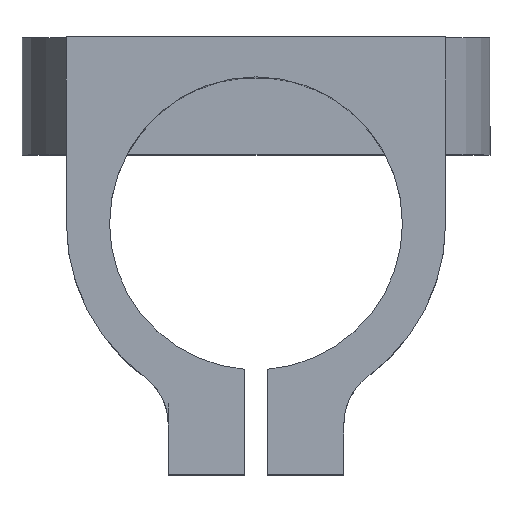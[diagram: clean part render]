
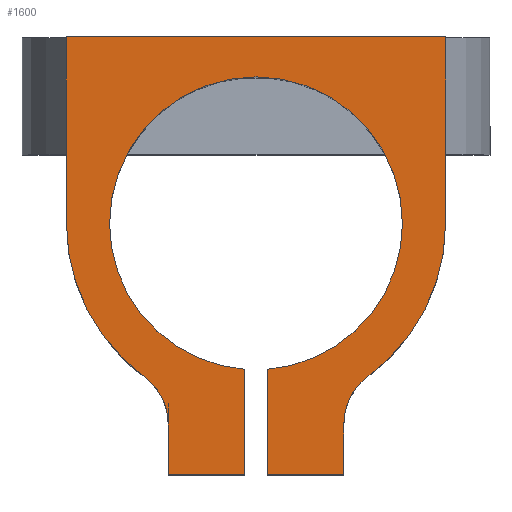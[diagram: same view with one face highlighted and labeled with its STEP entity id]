
A CAD part, top view. The second image highlights one B-rep face of the part: STEP entity #1600.
In plain terms, the highlighted planar face has unit normal (0, 0, 1).
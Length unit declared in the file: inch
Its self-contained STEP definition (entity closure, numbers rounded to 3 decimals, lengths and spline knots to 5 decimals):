
#10 = CARTESIAN_POINT ( 'NONE',  ( -0.025, -0.6843, 1.27 ) ) ;
#46 = CARTESIAN_POINT ( 'NONE',  ( -0.1875, -0.6843, 1.27 ) ) ;
#81 = LINE ( 'NONE', #1990, #1663 ) ;
#93 = CARTESIAN_POINT ( 'NONE',  ( 0.1875, -0.4593, 1.27 ) ) ;
#94 = AXIS2_PLACEMENT_3D ( 'NONE', #237, #1332, #410 ) ;
#96 = DIRECTION ( 'NONE',  ( 1., 0., 0. ) ) ;
#110 = VECTOR ( 'NONE', #945, 39.37008 ) ;
#138 = VERTEX_POINT ( 'NONE', #1446 ) ;
#155 = CARTESIAN_POINT ( 'NONE',  ( -0.1875, -0.4593, 1.27 ) ) ;
#172 = VERTEX_POINT ( 'NONE', #1154 ) ;
#175 = DIRECTION ( 'NONE',  ( 0., 0., -1. ) ) ;
#178 = VERTEX_POINT ( 'NONE', #851 ) ;
#216 = CIRCLE ( 'NONE', #1639, 0.1256 ) ;
#237 = CARTESIAN_POINT ( 'NONE',  ( 0., -0.1478, 1.27 ) ) ;
#238 = LINE ( 'NONE', #1485, #1059 ) ;
#239 = CARTESIAN_POINT ( 'NONE',  ( -0.18756, -0.5718, 1.27 ) ) ;
#243 = DIRECTION ( 'NONE',  ( 1., 0., 0. ) ) ;
#248 = CARTESIAN_POINT ( 'NONE',  ( -0.1875, -0.5718, 1.27 ) ) ;
#263 = CARTESIAN_POINT ( 'NONE',  ( 0.3131, -0.5758, 1.27 ) ) ;
#268 = VERTEX_POINT ( 'NONE', #248 ) ;
#276 = DIRECTION ( 'NONE',  ( 0., 1., 0. ) ) ;
#285 = DIRECTION ( 'NONE',  ( 0., 0., 1. ) ) ;
#299 = AXIS2_PLACEMENT_3D ( 'NONE', #263, #1359, #440 ) ;
#301 = CARTESIAN_POINT ( 'NONE',  ( -0.3131, -0.5758, 1.27 ) ) ;
#307 = VECTOR ( 'NONE', #624, 39.37008 ) ;
#379 = VERTEX_POINT ( 'NONE', #1994 ) ;
#397 = CARTESIAN_POINT ( 'NONE',  ( 0.1875, -0.5758, 1.27 ) ) ;
#403 = VECTOR ( 'NONE', #1409, 39.37008 ) ;
#404 = ORIENTED_EDGE ( 'NONE', *, *, #813, .F. ) ;
#410 = DIRECTION ( 'NONE',  ( 1., 0., 0. ) ) ;
#411 = EDGE_CURVE ( 'NONE', #138, #608, #860, .T. ) ;
#420 = AXIS2_PLACEMENT_3D ( 'NONE', #1229, #285, #1381 ) ;
#432 = CARTESIAN_POINT ( 'NONE',  ( -0.4047, -0.1478, 1.27 ) ) ;
#440 = DIRECTION ( 'NONE',  ( -1., 0., 0. ) ) ;
#442 = CARTESIAN_POINT ( 'NONE',  ( 0., -0.1478, 1.27 ) ) ;
#478 = EDGE_LOOP ( 'NONE', ( #1284, #1896, #1647, #1792, #1564, #1271, #1559, #1174, #2031, #715, #944, #1970, #2022, #1662, #1058, #404, #559 ) ) ;
#482 = DIRECTION ( 'NONE',  ( -1., 0., 0. ) ) ;
#550 = LINE ( 'NONE', #155, #110 ) ;
#559 = ORIENTED_EDGE ( 'NONE', *, *, #1526, .T. ) ;
#590 = DIRECTION ( 'NONE',  ( 0., 1., 0. ) ) ;
#600 = DIRECTION ( 'NONE',  ( -1., 0., 0. ) ) ;
#605 = CIRCLE ( 'NONE', #1011, 0.4047 ) ;
#608 = VERTEX_POINT ( 'NONE', #1939 ) ;
#617 = LINE ( 'NONE', #93, #1758 ) ;
#624 = DIRECTION ( 'NONE',  ( 0., 1., 0. ) ) ;
#635 = LINE ( 'NONE', #1713, #307 ) ;
#701 = DIRECTION ( 'NONE',  ( 0., 1., 0. ) ) ;
#714 = VERTEX_POINT ( 'NONE', #239 ) ;
#715 = ORIENTED_EDGE ( 'NONE', *, *, #1347, .T. ) ;
#734 = VECTOR ( 'NONE', #867, 39.37008 ) ;
#783 = EDGE_CURVE ( 'NONE', #1168, #1024, #1045, .T. ) ;
#813 = EDGE_CURVE ( 'NONE', #1069, #1345, #605, .T. ) ;
#851 = CARTESIAN_POINT ( 'NONE',  ( -0.025, -0.4593, 1.27 ) ) ;
#852 = CARTESIAN_POINT ( 'NONE',  ( -0.025, -0.4593, 1.27 ) ) ;
#855 = LINE ( 'NONE', #1569, #403 ) ;
#860 = CIRCLE ( 'NONE', #420, 0.3125 ) ;
#867 = DIRECTION ( 'NONE',  ( 0., -1., 0. ) ) ;
#895 = DIRECTION ( 'NONE',  ( 0., 0., -1. ) ) ;
#913 = CARTESIAN_POINT ( 'NONE',  ( 0., -0.1478, 1.27 ) ) ;
#919 = CIRCLE ( 'NONE', #299, 0.1256 ) ;
#938 = FACE_OUTER_BOUND ( 'NONE', #478, .T. ) ;
#944 = ORIENTED_EDGE ( 'NONE', *, *, #1352, .T. ) ;
#945 = DIRECTION ( 'NONE',  ( 0., -1., 0. ) ) ;
#957 = EDGE_CURVE ( 'NONE', #714, #268, #855, .T. ) ;
#997 = VECTOR ( 'NONE', #96, 39.37008 ) ;
#1011 = AXIS2_PLACEMENT_3D ( 'NONE', #442, #1515, #600 ) ;
#1024 = VERTEX_POINT ( 'NONE', #10 ) ;
#1045 = LINE ( 'NONE', #1193, #997 ) ;
#1050 = CARTESIAN_POINT ( 'NONE',  ( 0., 0.25, 1.27 ) ) ;
#1058 = ORIENTED_EDGE ( 'NONE', *, *, #1516, .F. ) ;
#1059 = VECTOR ( 'NONE', #243, 39.37008 ) ;
#1061 = DIRECTION ( 'NONE',  ( 1., 0., 0. ) ) ;
#1069 = VERTEX_POINT ( 'NONE', #1601 ) ;
#1082 = CIRCLE ( 'NONE', #1784, 0.3125 ) ;
#1103 = CARTESIAN_POINT ( 'NONE',  ( 0., 0., 1.27 ) ) ;
#1109 = VERTEX_POINT ( 'NONE', #1449 ) ;
#1122 = VERTEX_POINT ( 'NONE', #1460 ) ;
#1147 = LINE ( 'NONE', #1807, #734 ) ;
#1154 = CARTESIAN_POINT ( 'NONE',  ( 0.4047, 0.25, 1.27 ) ) ;
#1168 = VERTEX_POINT ( 'NONE', #46 ) ;
#1174 = ORIENTED_EDGE ( 'NONE', *, *, #1275, .T. ) ;
#1193 = CARTESIAN_POINT ( 'NONE',  ( -0.025, -0.6843, 1.27 ) ) ;
#1224 = VERTEX_POINT ( 'NONE', #1472 ) ;
#1229 = CARTESIAN_POINT ( 'NONE',  ( 0., -0.1478, 1.27 ) ) ;
#1234 = EDGE_CURVE ( 'NONE', #1024, #178, #1715, .T. ) ;
#1246 = VERTEX_POINT ( 'NONE', #397 ) ;
#1259 = DIRECTION ( 'NONE',  ( -1., 0., 0. ) ) ;
#1260 = EDGE_CURVE ( 'NONE', #1794, #138, #1979, .T. ) ;
#1271 = ORIENTED_EDGE ( 'NONE', *, *, #411, .F. ) ;
#1275 = EDGE_CURVE ( 'NONE', #1794, #379, #1147, .T. ) ;
#1284 = ORIENTED_EDGE ( 'NONE', *, *, #957, .T. ) ;
#1286 = LINE ( 'NONE', #1050, #1712 ) ;
#1305 = EDGE_CURVE ( 'NONE', #379, #1122, #238, .T. ) ;
#1312 = CARTESIAN_POINT ( 'NONE',  ( 0.025, -0.4593, 1.27 ) ) ;
#1332 = DIRECTION ( 'NONE',  ( 0., 0., 1. ) ) ;
#1345 = VERTEX_POINT ( 'NONE', #432 ) ;
#1347 = EDGE_CURVE ( 'NONE', #1122, #1246, #617, .T. ) ;
#1352 = EDGE_CURVE ( 'NONE', #1246, #1387, #919, .T. ) ;
#1359 = DIRECTION ( 'NONE',  ( 0., 0., -1. ) ) ;
#1376 = EDGE_CURVE ( 'NONE', #1224, #1387, #1808, .T. ) ;
#1381 = DIRECTION ( 'NONE',  ( 1., 0., 0. ) ) ;
#1387 = VERTEX_POINT ( 'NONE', #1680 ) ;
#1398 = DIRECTION ( 'NONE',  ( 0., 0., -1. ) ) ;
#1408 = EDGE_CURVE ( 'NONE', #1224, #172, #81, .T. ) ;
#1409 = DIRECTION ( 'NONE',  ( 1., 0., 0. ) ) ;
#1411 = EDGE_CURVE ( 'NONE', #172, #1109, #1286, .T. ) ;
#1414 = AXIS2_PLACEMENT_3D ( 'NONE', #1103, #175, #1259 ) ;
#1446 = CARTESIAN_POINT ( 'NONE',  ( 0.3125, -0.1478, 1.27 ) ) ;
#1449 = CARTESIAN_POINT ( 'NONE',  ( -0.4047, 0.25, 1.27 ) ) ;
#1450 = EDGE_CURVE ( 'NONE', #608, #178, #1082, .T. ) ;
#1460 = CARTESIAN_POINT ( 'NONE',  ( 0.1875, -0.6843, 1.27 ) ) ;
#1472 = CARTESIAN_POINT ( 'NONE',  ( 0.4047, -0.1478, 1.27 ) ) ;
#1485 = CARTESIAN_POINT ( 'NONE',  ( 0.025, -0.6843, 1.27 ) ) ;
#1515 = DIRECTION ( 'NONE',  ( 0., 0., -1. ) ) ;
#1516 = EDGE_CURVE ( 'NONE', #1345, #1109, #635, .T. ) ;
#1525 = DIRECTION ( 'NONE',  ( -1., 0., 0. ) ) ;
#1526 = EDGE_CURVE ( 'NONE', #1069, #714, #216, .T. ) ;
#1559 = ORIENTED_EDGE ( 'NONE', *, *, #1260, .F. ) ;
#1564 = ORIENTED_EDGE ( 'NONE', *, *, #1450, .F. ) ;
#1569 = CARTESIAN_POINT ( 'NONE',  ( -0.5, -0.5718, 1.27 ) ) ;
#1597 = EDGE_CURVE ( 'NONE', #268, #1168, #550, .T. ) ;
#1600 = ADVANCED_FACE ( 'NONE', ( #938 ), #1733, .F. ) ;
#1601 = CARTESIAN_POINT ( 'NONE',  ( -0.23894, -0.47443, 1.27 ) ) ;
#1615 = VECTOR ( 'NONE', #701, 39.37008 ) ;
#1639 = AXIS2_PLACEMENT_3D ( 'NONE', #301, #1398, #482 ) ;
#1647 = ORIENTED_EDGE ( 'NONE', *, *, #783, .T. ) ;
#1662 = ORIENTED_EDGE ( 'NONE', *, *, #1411, .T. ) ;
#1663 = VECTOR ( 'NONE', #276, 39.37008 ) ;
#1680 = CARTESIAN_POINT ( 'NONE',  ( 0.23894, -0.47443, 1.27 ) ) ;
#1712 = VECTOR ( 'NONE', #1525, 39.37008 ) ;
#1713 = CARTESIAN_POINT ( 'NONE',  ( -0.4047, 0., 1.27 ) ) ;
#1715 = LINE ( 'NONE', #852, #1615 ) ;
#1733 = PLANE ( 'NONE',  #1414 ) ;
#1758 = VECTOR ( 'NONE', #590, 39.37008 ) ;
#1784 = AXIS2_PLACEMENT_3D ( 'NONE', #913, #2004, #1061 ) ;
#1792 = ORIENTED_EDGE ( 'NONE', *, *, #1234, .T. ) ;
#1794 = VERTEX_POINT ( 'NONE', #1312 ) ;
#1807 = CARTESIAN_POINT ( 'NONE',  ( 0.025, -0.4593, 1.27 ) ) ;
#1808 = CIRCLE ( 'NONE', #2019, 0.4047 ) ;
#1837 = CARTESIAN_POINT ( 'NONE',  ( 0., -0.1478, 1.27 ) ) ;
#1896 = ORIENTED_EDGE ( 'NONE', *, *, #1597, .T. ) ;
#1939 = CARTESIAN_POINT ( 'NONE',  ( -0.3125, -0.1478, 1.27 ) ) ;
#1970 = ORIENTED_EDGE ( 'NONE', *, *, #1376, .F. ) ;
#1979 = CIRCLE ( 'NONE', #94, 0.3125 ) ;
#1988 = DIRECTION ( 'NONE',  ( -1., 0., 0. ) ) ;
#1990 = CARTESIAN_POINT ( 'NONE',  ( 0.4047, 0., 1.27 ) ) ;
#1994 = CARTESIAN_POINT ( 'NONE',  ( 0.025, -0.6843, 1.27 ) ) ;
#2004 = DIRECTION ( 'NONE',  ( 0., 0., 1. ) ) ;
#2019 = AXIS2_PLACEMENT_3D ( 'NONE', #1837, #895, #1988 ) ;
#2022 = ORIENTED_EDGE ( 'NONE', *, *, #1408, .T. ) ;
#2031 = ORIENTED_EDGE ( 'NONE', *, *, #1305, .T. ) ;
